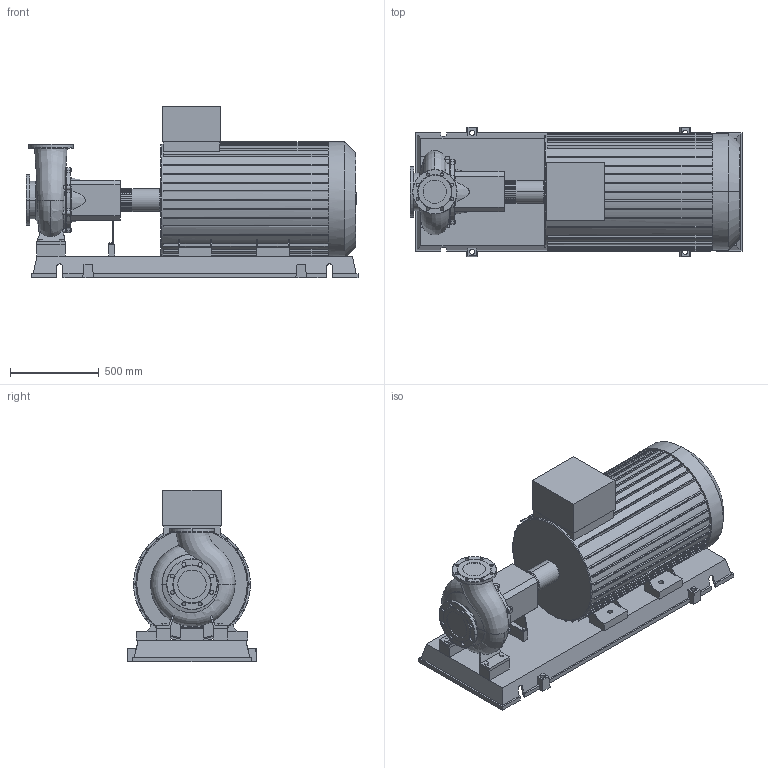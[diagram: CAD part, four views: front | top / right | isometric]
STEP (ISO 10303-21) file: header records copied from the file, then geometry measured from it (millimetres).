
FILE_DESCRIPTION((''),'2;1');
FILE_NAME('3d_NL125_200-110-2-05-4109394.stp','2015-03-03T07:59:03',(''),(''),'Mechanical Desktop 2009','Mechanical Desktop 2009',', , ');
FILE_SCHEMA(('CONFIG_CONTROL_DESIGN'));
Length unit declared in the file: millimetre
Products named in the file (1): Product
Bounding box: 1870 x 730 x 968 mm (x, y, z)
Volume: 446500884.9 mm3; surface area: 9469050.2 mm2
Topology: 14 solids, 14 shells, 886 faces, 2358 edges, 1547 vertices
Faces by surface type: plane 469, cylinder 236, bspline 153, cone 14, torus 14
Entity records: 31842 total; most frequent: CARTESIAN_POINT 9553, ORIENTED_EDGE 4716, DIRECTION 4477, EDGE_CURVE 2358, VERTEX_POINT 1544, VECTOR 1493, LINE 1493, AXIS2_PLACEMENT_3D 1492
